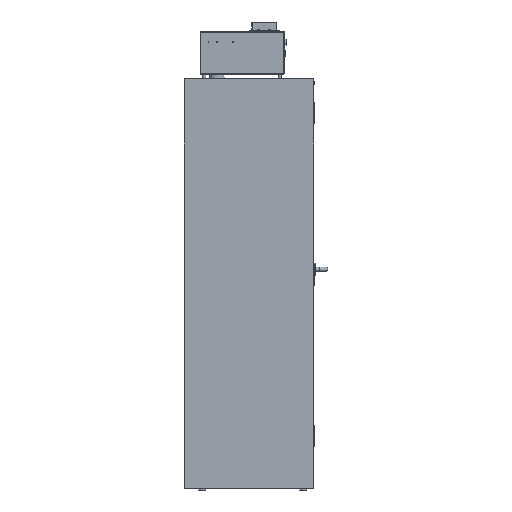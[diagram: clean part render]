
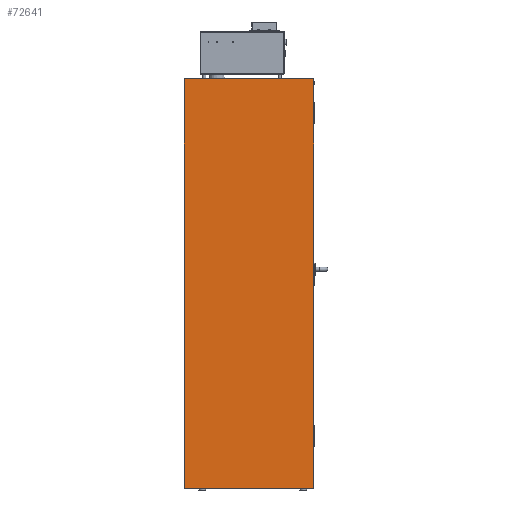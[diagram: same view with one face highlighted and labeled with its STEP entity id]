
A CAD part, left-side view. The second image highlights one B-rep face of the part: STEP entity #72641.
In plain terms, the highlighted planar face has unit normal (-1, 0, 0).
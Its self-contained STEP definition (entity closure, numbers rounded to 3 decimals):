
#7952=LINE('',#123002,#14475);
#8649=LINE('',#124610,#15172);
#8805=LINE('',#124967,#15328);
#8807=LINE('',#124970,#15330);
#14475=VECTOR('',#93348,10.);
#15172=VECTOR('',#94805,10.);
#15328=VECTOR('',#95163,10.);
#15330=VECTOR('',#95167,10.);
#20353=FACE_OUTER_BOUND('',#24726,.T.);
#24726=EDGE_LOOP('',(#60539,#60540,#60541,#60542));
#32056=VERTEX_POINT('',#122995);
#32059=VERTEX_POINT('',#123000);
#32590=VERTEX_POINT('',#124609);
#32690=VERTEX_POINT('',#124966);
#41162=EDGE_CURVE('',#32059,#32056,#7952,.T.);
#41945=EDGE_CURVE('',#32056,#32590,#8649,.T.);
#42123=EDGE_CURVE('',#32590,#32690,#8805,.T.);
#42125=EDGE_CURVE('',#32690,#32059,#8807,.T.);
#60539=ORIENTED_EDGE('',*,*,#41945,.F.);
#60540=ORIENTED_EDGE('',*,*,#41162,.F.);
#60541=ORIENTED_EDGE('',*,*,#42125,.F.);
#60542=ORIENTED_EDGE('',*,*,#42123,.F.);
#65063=PLANE('',#78324);
#72641=ADVANCED_FACE('',(#20353),#65063,.T.);
#78324=AXIS2_PLACEMENT_3D('',#124969,#95165,#95166);
#93348=DIRECTION('',(0.,-1.,0.));
#94805=DIRECTION('',(0.,0.,-1.));
#95163=DIRECTION('',(0.,1.,0.));
#95165=DIRECTION('center_axis',(-1.,0.,0.));
#95166=DIRECTION('ref_axis',(0.,-1.,0.));
#95167=DIRECTION('',(0.,0.,1.));
#122995=CARTESIAN_POINT('',(-596.88,-307.5,974.185));
#123000=CARTESIAN_POINT('',(-596.88,307.5,974.185));
#123002=CARTESIAN_POINT('',(-596.88,307.5,974.185));
#124609=CARTESIAN_POINT('',(-596.88,-307.5,-974.185));
#124610=CARTESIAN_POINT('',(-596.88,-307.5,0.));
#124966=CARTESIAN_POINT('',(-596.88,307.5,-974.185));
#124967=CARTESIAN_POINT('',(-596.88,307.5,-974.185));
#124969=CARTESIAN_POINT('Origin',(-596.88,307.5,0.));
#124970=CARTESIAN_POINT('',(-596.88,307.5,0.));
